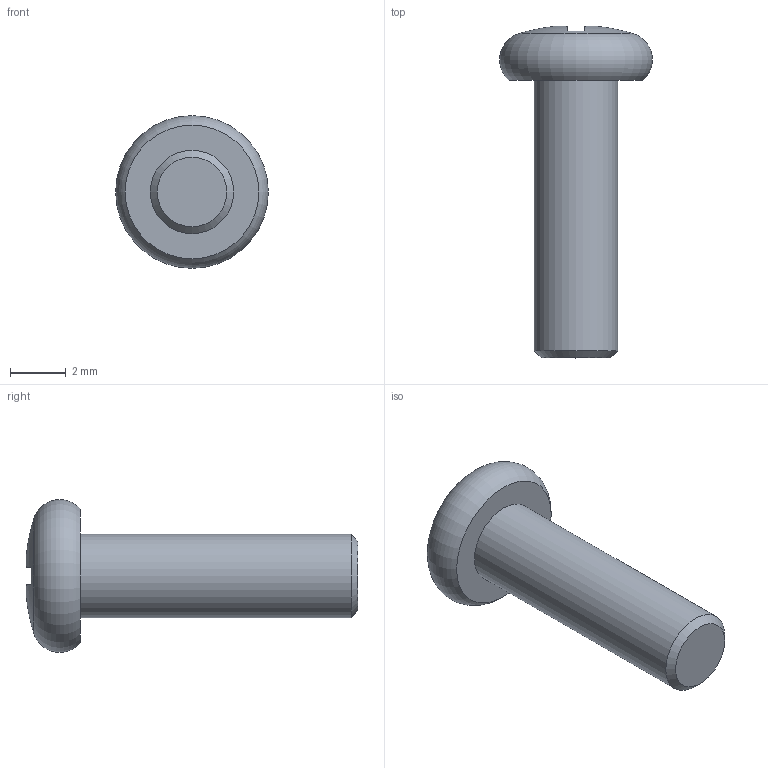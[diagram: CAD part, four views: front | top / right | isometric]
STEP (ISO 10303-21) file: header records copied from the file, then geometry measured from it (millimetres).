
FILE_DESCRIPTION(/* description */ (''),/* implementation_level */ '2;1');
FILE_NAME(/* name */ 'PHS_M3X10___ipt_f008f50b.STEP',/* time_stamp */ '2022-06-02T14:50:29+03:00',/* author */ ('Sulieman DAHER'),/* organization */ (''),/* preprocessor_version */ 'ST-DEVELOPER v16.13',/* originating_system */ 'Autodesk Inventor 2018',/* authorisation */ '');
FILE_SCHEMA (('AUTOMOTIVE_DESIGN { 1 0 10303 214 3 1 1 }'));
Length unit declared in the file: millimetre
Products named in the file (1): PHS_M3X10__
Bounding box: 5.5 x 11.96 x 5.5 mm (x, y, z)
Volume: 104.4 mm3; surface area: 169.1 mm2
Topology: 1 solids, 1 shells, 23 faces, 59 edges, 39 vertices
Faces by surface type: plane 11, cylinder 9, cone 1, torus 1, sphere 1
Full cylindrical faces by diameter (mm): 3 x1
Entity records: 739 total; most frequent: CARTESIAN_POINT 150, DIRECTION 122, ORIENTED_EDGE 106, EDGE_CURVE 53, AXIS2_PLACEMENT_3D 49, VERTEX_POINT 37, EDGE_LOOP 28, CIRCLE 25
